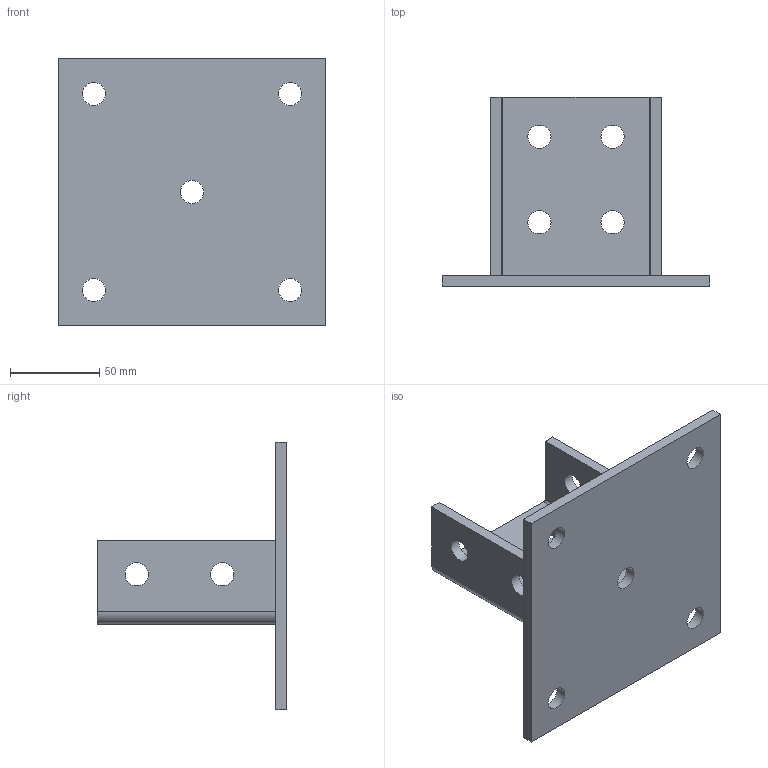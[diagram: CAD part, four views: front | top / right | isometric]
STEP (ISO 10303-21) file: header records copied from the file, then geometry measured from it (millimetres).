
FILE_DESCRIPTION (( 'STEP AP203' ), '1' );
FILE_NAME ('Êðåïëåíèå ê ïîòîëêó BSF-82_BSF8201HDZ.STEP', '2012-11-27T13:19:20', ( 'Àñååâ' ), ( '' ), 'SwSTEP 2.0', 'SolidWorks 2012', '' );
FILE_SCHEMA (( 'CONFIG_CONTROL_DESIGN' ));
Length unit declared in the file: millimetre
Products named in the file (1): Êðåïëåíèå ê ïîòîëêó BSF-82_BSF8201HDZ
Bounding box: 150 x 106 x 150 mm (x, y, z)
Volume: 229386.7 mm3; surface area: 84447.8 mm2
Topology: 1 solids, 1 shells, 32 faces, 96 edges, 67 vertices
Faces by surface type: cylinder 17, plane 15
Full cylindrical faces by diameter (mm): 13 x13
Entity records: 1089 total; most frequent: DIRECTION 174, CARTESIAN_POINT 165, ORIENTED_EDGE 148, EDGE_CURVE 74, EDGE_LOOP 72, AXIS2_PLACEMENT_3D 67, VERTEX_POINT 58, FACE_OUTER_BOUND 45
